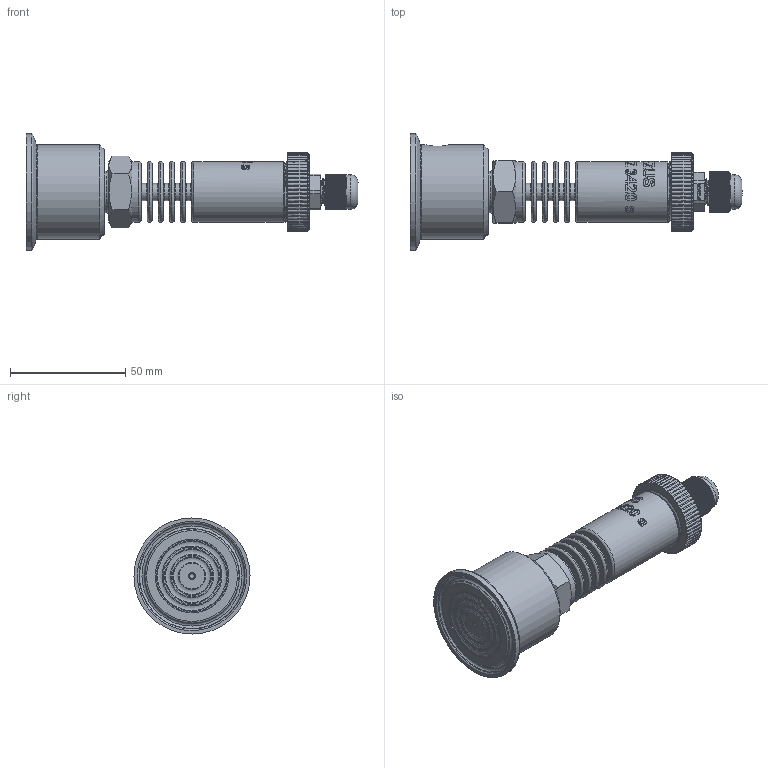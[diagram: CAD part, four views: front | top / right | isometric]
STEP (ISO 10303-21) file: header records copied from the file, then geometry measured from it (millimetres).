
FILE_DESCRIPTION(/* description */ (''),/* implementation_level */ '2;1');
FILE_NAME(/* name */ 'APZ3420s_ClampD1-1''2_radiator_2.step',/* time_stamp */ '2021-07-08T14:02:09+03:00',/* author */ (''),/* organization */ (''),/* preprocessor_version */ 'ST-DEVELOPER v18.1',/* originating_system */ 'Autodesk Translation Framework v10.9.0.1377',/* authorisation */ '');
FILE_SCHEMA (('AUTOMOTIVE_DESIGN { 1 0 10303 214 3 1 1 }'));
Products named in the file (9): АПЗ 3420S заполненная; OMAL nut M27x1.5; Ш100.000.001; M12x1.5 Cable gland; Cable gland; Rubber gasket; M12 Domed nut; G1\2EN radiator; Clamp DN1-1'2 diaphragm 32 v9 (1)
Assembly tree (7 placements, depth 3):
  АПЗ 3420S заполненная
    OMAL nut M27x1.5
    Ш100.000.001
    M12x1.5 Cable gland
      Cable gland
      Rubber gasket
      M12 Domed nut
    G1\2EN radiator
  Clamp DN1-1'2 diaphragm 32 v9 (1)
Bounding box: 144.33 x 50.5 x 50.5 mm (x, y, z)
Volume: 92596.4 mm3; surface area: 35655.5 mm2
Topology: 8 solids, 8 shells, 2811 faces, 8198 edges, 5465 vertices
Faces by surface type: plane 1505, cylinder 801, bspline 432, torus 39, cone 32, sphere 2
Full cylindrical faces by diameter (mm): 1 x6, 2 x1, 3 x1, 3.3 x1, 5 x1, 6 x3, 7.5 x6, 8 x1, 9.976 x5, 10 x6, 10.376 x4, 10.526 x3, 11.6 x4, 12 x5, 12.203 x3, 12.6 x1, 15 x1, 16.7 x1, 17 x1, 17.5 x1, 18 x1, 18.631 x6, 20.955 x7, 21.4 x2, 22 x1, 22.3 x1, 22.5 x1, 24.5 x1, 25.132 x4, 25.526 x4
Entity records: 125197 total; most frequent: CARTESIAN_POINT 53994, ORIENTED_EDGE 16396, DIRECTION 12858, EDGE_CURVE 8198, VERTEX_POINT 5465, LINE 4362, VECTOR 4362, AXIS2_PLACEMENT_3D 4248
